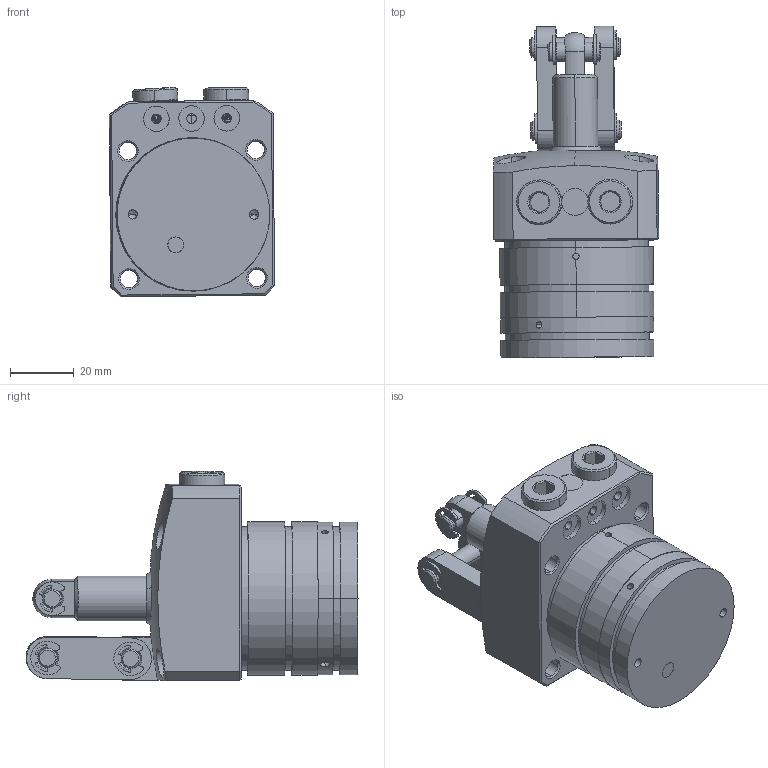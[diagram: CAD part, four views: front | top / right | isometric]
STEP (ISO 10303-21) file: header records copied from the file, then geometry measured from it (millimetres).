
FILE_DESCRIPTION (( 'STEP AP203' ), '1' );
FILE_NAME ('CLKW-048 油压杠杆缸三维图.STEP', '2021-06-18T06:46:05', ( 'Windows' ), ( 'Microsoft' ), 'SwSTEP 2.0', 'SolidWorks 2014', '' );
FILE_SCHEMA (( 'CONFIG_CONTROL_DESIGN' ));
Length unit declared in the file: millimetre
Products named in the file (12): CLKW-048 油压杠杆缸三维图; 粣蚚猾USH14; 32G种2; CLKA-32掛极1; 32G蟀裝; 32G活塞杆1; Hex socket set screws with flat point GB_GB_FASTENER_SCREWS_HSFP M5X5-S; 1-8黑芛; 32G种1; 32G开口挡圈1; 48G綴裔; 滅鳥猾WSW140
Assembly tree (20 placements, depth 2):
  CLKW-048 油压杠杆缸三维图
    32G开口挡圈1  x6
    滅鳥猾WSW140
    粣蚚猾USH14
    32G种2  x2
    CLKA-32掛极1
    32G蟀裝  x2
    32G活塞杆1
    Hex socket set screws with flat point GB_GB_FASTENER_SCREWS_HSFP M5X5-S  x2
    1-8黑芛  x2
    32G种1
    48G綴裔
Bounding box: 51.65 x 103.81 x 65.45 mm (x, y, z)
Volume: 128477.4 mm3; surface area: 47422.4 mm2
Topology: 22 solids, 22 shells, 915 faces, 2221 edges, 1386 vertices
Faces by surface type: cylinder 351, cone 243, plane 237, torus 44, bspline 38, sphere 2
Entity records: 37606 total; most frequent: CARTESIAN_POINT 21952, DIRECTION 3012, ORIENTED_EDGE 2952, EDGE_CURVE 1476, AXIS2_PLACEMENT_3D 1248, VERTEX_POINT 923, EDGE_LOOP 697, CIRCLE 640
